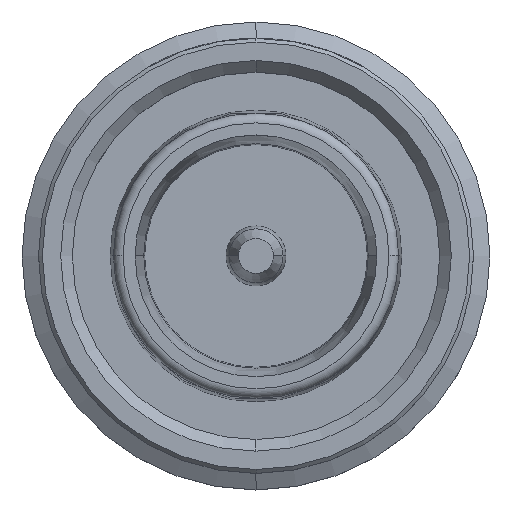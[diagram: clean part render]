
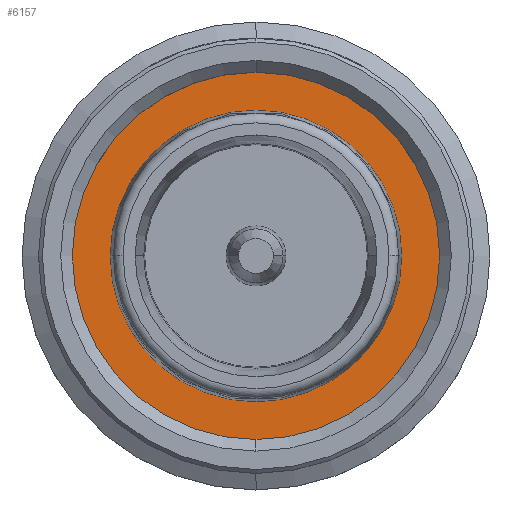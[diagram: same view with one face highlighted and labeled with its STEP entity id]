
A CAD part, top view. The second image highlights one B-rep face of the part: STEP entity #6157.
In plain terms, the highlighted planar face has unit normal (0, 0, 1).
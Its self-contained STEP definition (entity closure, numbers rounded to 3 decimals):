
#286 = CARTESIAN_POINT ( 'NONE',  ( 0., -9.5, -3.447 ) ) ;
#508 = VERTEX_POINT ( 'NONE', #6421 ) ;
#603 = EDGE_CURVE ( 'NONE', #12679, #5473, #3379, .T. ) ;
#924 = VERTEX_POINT ( 'NONE', #15835 ) ;
#1379 = EDGE_CURVE ( 'NONE', #924, #508, #14441, .T. ) ;
#1949 = DIRECTION ( 'NONE',  ( 0., 0., 1. ) ) ;
#1989 = DIRECTION ( 'NONE',  ( -1., 0., 0. ) ) ;
#2543 = ORIENTED_EDGE ( 'NONE', *, *, #14117, .T. ) ;
#3379 = CIRCLE ( 'NONE', #12313, 9.5 ) ;
#4457 = CARTESIAN_POINT ( 'NONE',  ( 0., 0., -3.447 ) ) ;
#4591 = CIRCLE ( 'NONE', #8421, 7.54 ) ;
#4898 = CARTESIAN_POINT ( 'NONE',  ( 0., 0., -3.447 ) ) ;
#5473 = VERTEX_POINT ( 'NONE', #8375 ) ;
#5717 = FACE_OUTER_BOUND ( 'NONE', #17601, .T. ) ;
#5836 = DIRECTION ( 'NONE',  ( -1., 0., 0. ) ) ;
#6142 = FACE_BOUND ( 'NONE', #7415, .T. ) ;
#6157 = ADVANCED_FACE ( 'NONE', ( #6142, #5717 ), #8950, .F. ) ;
#6280 = DIRECTION ( 'NONE',  ( -1., 0., 0. ) ) ;
#6421 = CARTESIAN_POINT ( 'NONE',  ( -7.54, 0., -3.447 ) ) ;
#6733 = ORIENTED_EDGE ( 'NONE', *, *, #1379, .T. ) ;
#6868 = CARTESIAN_POINT ( 'NONE',  ( 0., 0., -3.447 ) ) ;
#7327 = CARTESIAN_POINT ( 'NONE',  ( 0., 0., -3.447 ) ) ;
#7415 = EDGE_LOOP ( 'NONE', ( #6733, #9657 ) ) ;
#7626 = CIRCLE ( 'NONE', #15218, 9.5 ) ;
#8284 = DIRECTION ( 'NONE',  ( -1., 0., 0. ) ) ;
#8375 = CARTESIAN_POINT ( 'NONE',  ( 0., 9.5, -3.447 ) ) ;
#8421 = AXIS2_PLACEMENT_3D ( 'NONE', #4457, #14226, #5836 ) ;
#8739 = DIRECTION ( 'NONE',  ( -1., 0., 0. ) ) ;
#8950 = PLANE ( 'NONE',  #13112 ) ;
#9657 = ORIENTED_EDGE ( 'NONE', *, *, #17884, .T. ) ;
#10373 = DIRECTION ( 'NONE',  ( 0., 0., -1. ) ) ;
#11678 = CARTESIAN_POINT ( 'NONE',  ( 0., 0., -3.447 ) ) ;
#12313 = AXIS2_PLACEMENT_3D ( 'NONE', #4898, #1949, #6280 ) ;
#12679 = VERTEX_POINT ( 'NONE', #286 ) ;
#13112 = AXIS2_PLACEMENT_3D ( 'NONE', #11678, #10373, #1989 ) ;
#14117 = EDGE_CURVE ( 'NONE', #5473, #12679, #7626, .T. ) ;
#14226 = DIRECTION ( 'NONE',  ( 0., 0., -1. ) ) ;
#14441 = CIRCLE ( 'NONE', #14942, 7.54 ) ;
#14902 = ORIENTED_EDGE ( 'NONE', *, *, #603, .T. ) ;
#14942 = AXIS2_PLACEMENT_3D ( 'NONE', #6868, #16697, #8284 ) ;
#15218 = AXIS2_PLACEMENT_3D ( 'NONE', #7327, #17173, #8739 ) ;
#15835 = CARTESIAN_POINT ( 'NONE',  ( 7.54, 0., -3.447 ) ) ;
#16697 = DIRECTION ( 'NONE',  ( 0., 0., -1. ) ) ;
#17173 = DIRECTION ( 'NONE',  ( 0., 0., 1. ) ) ;
#17601 = EDGE_LOOP ( 'NONE', ( #2543, #14902 ) ) ;
#17884 = EDGE_CURVE ( 'NONE', #508, #924, #4591, .T. ) ;
